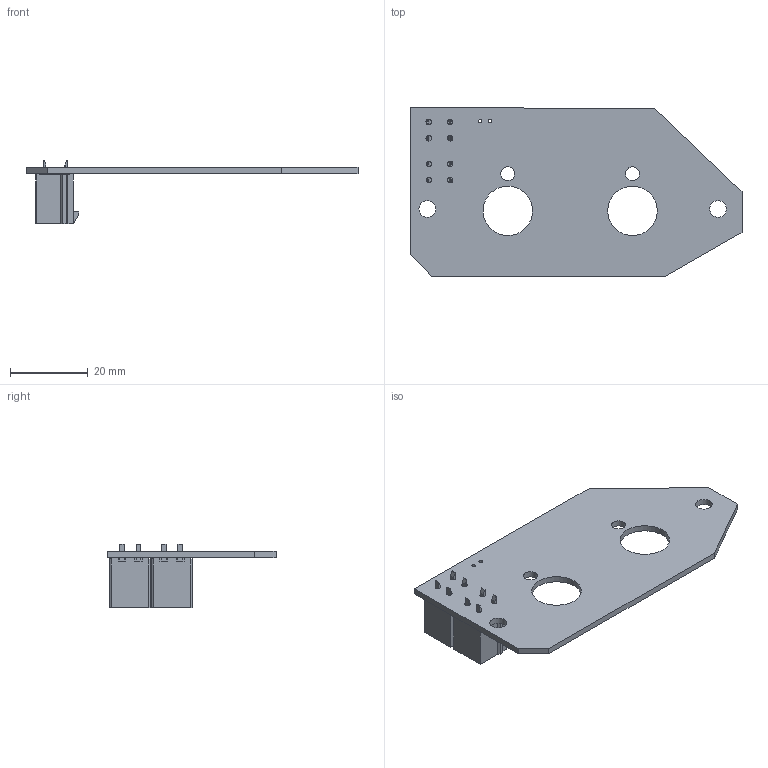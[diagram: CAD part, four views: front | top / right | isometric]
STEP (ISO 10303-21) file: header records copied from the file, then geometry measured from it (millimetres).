
FILE_DESCRIPTION(('KiCad electronic assembly'),'2;1');
FILE_NAME('ANT SEL PANEL.step','2023-01-09T12:26:35',('Pcbnew'),('Kicad' ),'Open CASCADE STEP processor 7.6','KiCad to STEP converter', 'Unknown');
FILE_SCHEMA(('AUTOMOTIVE_DESIGN { 1 0 10303 214 1 1 1 1 }'));
Length unit declared in the file: millimetre
Products named in the file (4): ANT SEL PANEL 1; Molex_Mini-Fit_Jr_5566-04A_2x02_P4.20mm_Vertical; SOLID; ANT SEL PANEL PCB
Assembly tree (4 placements, depth 3):
  ANT SEL PANEL 1
    Molex_Mini-Fit_Jr_5566-04A_2x02_P4.20mm_Vertical  x2
      SOLID
    ANT SEL PANEL PCB
Bounding box: 85.21 x 43.23 x 16.3 mm (x, y, z)
Volume: 6275.4 mm3; surface area: 9406.5 mm2
Topology: 3 solids, 3 shells, 283 faces, 755 edges, 502 vertices
Faces by surface type: plane 265, cylinder 18
Full cylindrical faces by diameter (mm): 0.9 x2, 1.4 x8, 3.572 x2, 4.3 x1, 4.305 x1, 12.7 x2
Entity records: 10342 total; most frequent: CARTESIAN_POINT 1867, DIRECTION 1555, LINE 1168, VECTOR 1168, ORIENTED_EDGE 824, PCURVE 824, DEFINITIONAL_REPRESENTATION 824, EDGE_CURVE 412
